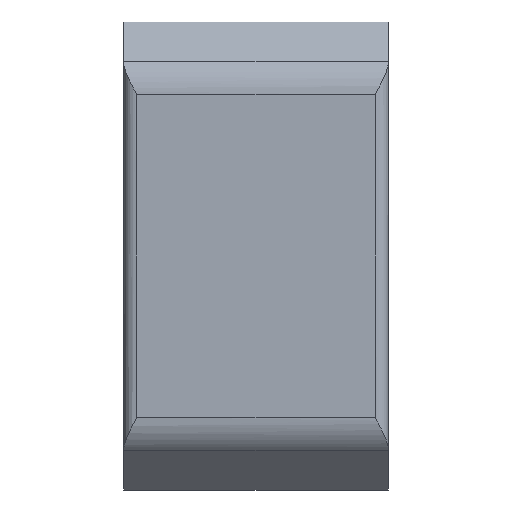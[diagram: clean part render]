
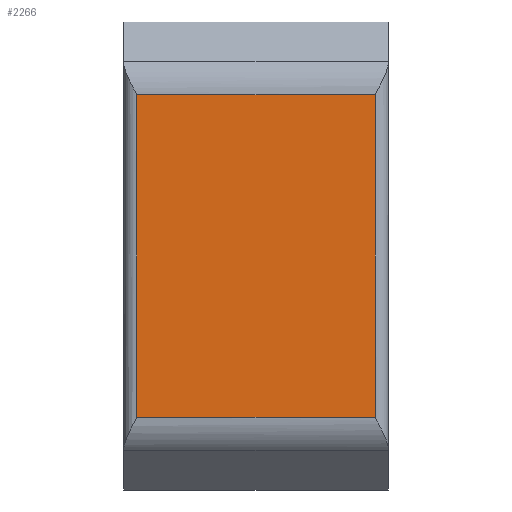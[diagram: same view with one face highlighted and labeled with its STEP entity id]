
A CAD part, front view. The second image highlights one B-rep face of the part: STEP entity #2266.
In plain terms, the highlighted planar face has unit normal (0, -1, 0).
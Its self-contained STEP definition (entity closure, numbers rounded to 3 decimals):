
#415=CARTESIAN_POINT('',(17.8,-8.5,24.101));
#440=CARTESIAN_POINT('',(-17.8,-8.5,24.101));
#482=DIRECTION('',(1.,0.,0.));
#483=VECTOR('',#482,35.6);
#484=CARTESIAN_POINT('',(-17.8,-8.5,-24.101));
#485=LINE('',#484,#483);
#1286=DIRECTION('',(0.,0.,1.));
#1287=VECTOR('',#1286,48.201);
#1288=CARTESIAN_POINT('',(17.8,-8.5,-24.101));
#1289=LINE('',#1288,#1287);
#1293=DIRECTION('',(0.,0.,1.));
#1294=VECTOR('',#1293,48.201);
#1295=CARTESIAN_POINT('',(-17.8,-8.5,-24.101));
#1296=LINE('',#1295,#1294);
#1300=DIRECTION('',(1.,0.,0.));
#1301=VECTOR('',#1300,35.6);
#1302=CARTESIAN_POINT('',(-17.8,-8.5,24.101));
#1303=LINE('',#1302,#1301);
#1475=VERTEX_POINT('',#415);
#1476=VERTEX_POINT('',#440);
#1477=CARTESIAN_POINT('',(17.8,-8.5,-24.101));
#1478=VERTEX_POINT('',#1477);
#1479=CARTESIAN_POINT('',(-17.8,-8.5,-24.101));
#1480=VERTEX_POINT('',#1479);
#2255=CARTESIAN_POINT('',(-19.8,-8.5,24.101));
#2256=DIRECTION('',(0.,-1.,0.));
#2257=DIRECTION('',(0.,0.,-1.));
#2258=AXIS2_PLACEMENT_3D('',#2255,#2256,#2257);
#2259=PLANE('',#2258);
#2260=ORIENTED_EDGE('',*,*,#1553,.F.);
#2261=ORIENTED_EDGE('',*,*,#1573,.F.);
#2262=ORIENTED_EDGE('',*,*,#1520,.T.);
#2263=ORIENTED_EDGE('',*,*,#1535,.T.);
#2264=EDGE_LOOP('',(#2260,#2261,#2262,#2263));
#2265=FACE_OUTER_BOUND('',#2264,.F.);
#1520=EDGE_CURVE('',#1480,#1476,#1296,.T.);
#1535=EDGE_CURVE('',#1476,#1475,#1303,.T.);
#1553=EDGE_CURVE('',#1478,#1475,#1289,.T.);
#1573=EDGE_CURVE('',#1480,#1478,#485,.T.);
#2266=ADVANCED_FACE('',(#2265),#2259,.T.);
